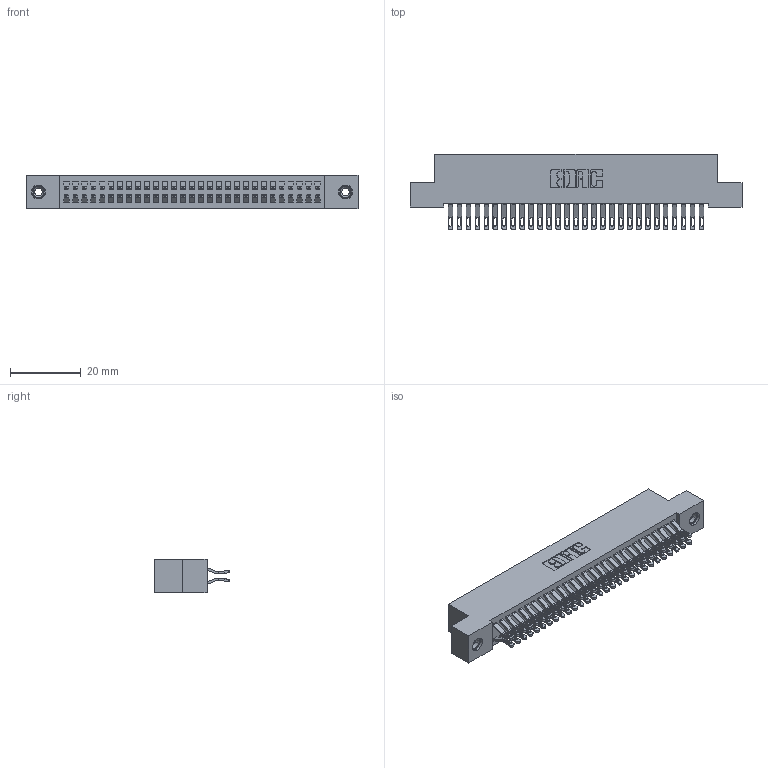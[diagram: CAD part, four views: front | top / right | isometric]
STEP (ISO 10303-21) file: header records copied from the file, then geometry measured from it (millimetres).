
FILE_DESCRIPTION (( 'STEP AP203' ), '1' );
FILE_NAME ('392-058-555-208.STEP', '2019-10-08T16:52:51', ( '' ), ( '' ), 'SwSTEP 2.0', 'SolidWorks 2016', '' );
FILE_SCHEMA (( 'CONFIG_CONTROL_DESIGN' ));
Length unit declared in the file: inch
Products named in the file (4): 342 Part_TI; 345-292-001_555 Tail; 345-250-001_345-250-003-102; 392-058-555-208
Assembly tree (61 placements, depth 2):
  392-058-555-208
    342 Part_TI
    345-292-001_555 Tail  x58
    345-250-001_345-250-003-102  x2
Bounding box: 93.98 x 21.47 x 9.4 mm (x, y, z)
Volume: 8538.1 mm3; surface area: 14148.9 mm2
Topology: 61 solids, 61 shells, 3534 faces, 11049 edges, 7358 vertices
Faces by surface type: plane 2070, cylinder 1448, cone 12, torus 4
Entity records: 21718 total; most frequent: CARTESIAN_POINT 3631, ORIENTED_EDGE 3530, DIRECTION 3127, EDGE_CURVE 1765, VECTOR 1597, LINE 1597, VERTEX_POINT 1172, AXIS2_PLACEMENT_3D 765
